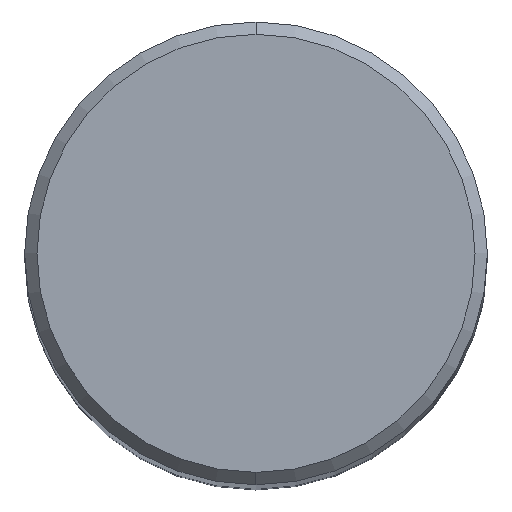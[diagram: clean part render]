
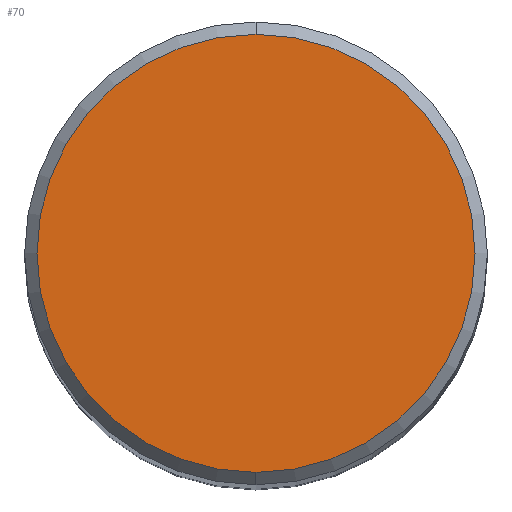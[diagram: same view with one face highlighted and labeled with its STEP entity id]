
A CAD part, top view. The second image highlights one B-rep face of the part: STEP entity #70.
In plain terms, the highlighted planar face has unit normal (0, 0, 1).
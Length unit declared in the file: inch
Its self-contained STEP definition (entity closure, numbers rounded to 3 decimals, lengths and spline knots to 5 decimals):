
#31 = DIRECTION ( 'NONE',  ( 0., 0., -1. ) ) ;
#38 = DIRECTION ( 'NONE',  ( 0., 0., 1. ) ) ;
#51 = PLANE ( 'NONE',  #115 ) ;
#70 = ADVANCED_FACE ( 'NONE', ( #315 ), #51, .F. ) ;
#88 = EDGE_LOOP ( 'NONE', ( #274, #307 ) ) ;
#90 = CARTESIAN_POINT ( 'NONE',  ( 0., 0., 0. ) ) ;
#101 = DIRECTION ( 'NONE',  ( 0., -1., 0. ) ) ;
#115 = AXIS2_PLACEMENT_3D ( 'NONE', #338, #31, #396 ) ;
#180 = EDGE_CURVE ( 'NONE', #215, #332, #392, .T. ) ;
#199 = CARTESIAN_POINT ( 'NONE',  ( 0., -0.355, 0. ) ) ;
#215 = VERTEX_POINT ( 'NONE', #312 ) ;
#258 = EDGE_CURVE ( 'NONE', #332, #215, #281, .T. ) ;
#274 = ORIENTED_EDGE ( 'NONE', *, *, #180, .T. ) ;
#281 = CIRCLE ( 'NONE', #371, 0.355 ) ;
#307 = ORIENTED_EDGE ( 'NONE', *, *, #258, .T. ) ;
#312 = CARTESIAN_POINT ( 'NONE',  ( 0., 0.355, 0. ) ) ;
#315 = FACE_OUTER_BOUND ( 'NONE', #88, .T. ) ;
#323 = CARTESIAN_POINT ( 'NONE',  ( 0., 0., 0. ) ) ;
#332 = VERTEX_POINT ( 'NONE', #199 ) ;
#333 = DIRECTION ( 'NONE',  ( 0., -1., 0. ) ) ;
#338 = CARTESIAN_POINT ( 'NONE',  ( 0., 0.355, 0. ) ) ;
#339 = DIRECTION ( 'NONE',  ( 0., 0., 1. ) ) ;
#371 = AXIS2_PLACEMENT_3D ( 'NONE', #323, #38, #101 ) ;
#392 = CIRCLE ( 'NONE', #400, 0.355 ) ;
#396 = DIRECTION ( 'NONE',  ( 0., 1., 0. ) ) ;
#400 = AXIS2_PLACEMENT_3D ( 'NONE', #90, #339, #333 ) ;
